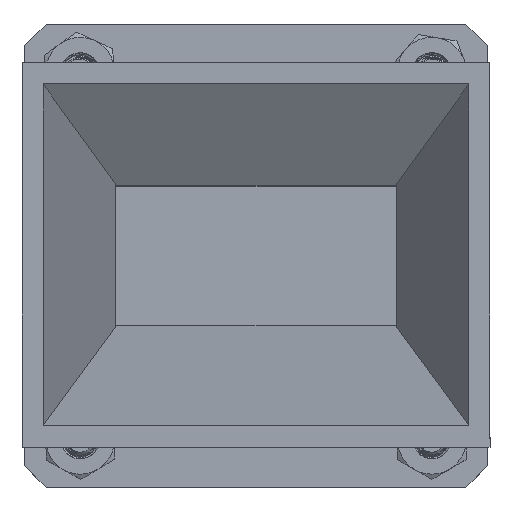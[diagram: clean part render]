
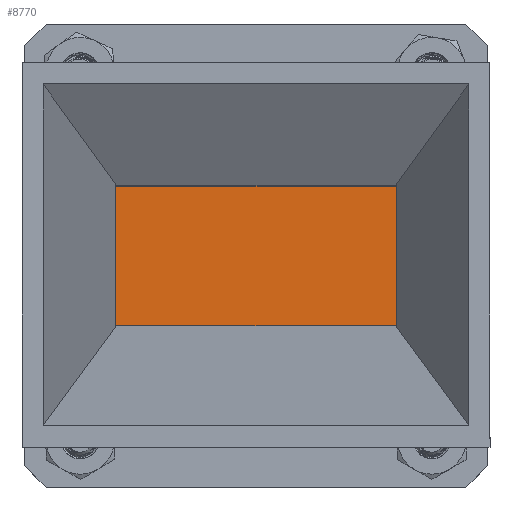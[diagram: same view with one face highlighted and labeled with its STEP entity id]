
A CAD part, top view. The second image highlights one B-rep face of the part: STEP entity #8770.
In plain terms, the highlighted planar face has unit normal (0, 0, 1).
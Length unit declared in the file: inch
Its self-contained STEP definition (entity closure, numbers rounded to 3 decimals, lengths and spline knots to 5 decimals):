
#1 = DIRECTION ( 'NONE',  ( 1., 0., 0. ) ) ;
#46 = DIRECTION ( 'NONE',  ( 1., 0., 0. ) ) ;
#194 = CARTESIAN_POINT ( 'NONE',  ( 0., 0., -1.05 ) ) ;
#269 = DIRECTION ( 'NONE',  ( 0., 0., 1. ) ) ;
#278 = ORIENTED_EDGE ( 'NONE', *, *, #12162, .F. ) ;
#362 = EDGE_CURVE ( 'NONE', #6854, #11825, #6168, .T. ) ;
#1022 = DIRECTION ( 'NONE',  ( 0., 1., 0. ) ) ;
#1162 = PLANE ( 'NONE',  #7806 ) ;
#1620 = ORIENTED_EDGE ( 'NONE', *, *, #12383, .F. ) ;
#1690 = DIRECTION ( 'NONE',  ( -1., 0., 0. ) ) ;
#2509 = FACE_OUTER_BOUND ( 'NONE', #9453, .T. ) ;
#2722 = CARTESIAN_POINT ( 'NONE',  ( -0.51, -0.255, -1.05 ) ) ;
#2935 = EDGE_CURVE ( 'NONE', #9956, #6854, #11315, .T. ) ;
#6168 = LINE ( 'NONE', #6682, #7135 ) ;
#6682 = CARTESIAN_POINT ( 'NONE',  ( 0.51, 0.255, -1.05 ) ) ;
#6694 = VECTOR ( 'NONE', #1, 39.37008 ) ;
#6854 = VERTEX_POINT ( 'NONE', #10060 ) ;
#7135 = VECTOR ( 'NONE', #12246, 39.37008 ) ;
#7246 = ORIENTED_EDGE ( 'NONE', *, *, #2935, .F. ) ;
#7358 = LINE ( 'NONE', #9617, #13452 ) ;
#7806 = AXIS2_PLACEMENT_3D ( 'NONE', #194, #269, #46 ) ;
#7873 = CARTESIAN_POINT ( 'NONE',  ( -0.51, 0.255, -1.05 ) ) ;
#7900 = CARTESIAN_POINT ( 'NONE',  ( -0.51, -0.255, -1.05 ) ) ;
#8723 = CARTESIAN_POINT ( 'NONE',  ( 0.51, -0.255, -1.05 ) ) ;
#8770 = ADVANCED_FACE ( 'NONE', ( #2509 ), #1162, .T. ) ;
#9453 = EDGE_LOOP ( 'NONE', ( #278, #1620, #12737, #7246 ) ) ;
#9617 = CARTESIAN_POINT ( 'NONE',  ( 0.51, -0.255, -1.05 ) ) ;
#9956 = VERTEX_POINT ( 'NONE', #7873 ) ;
#10060 = CARTESIAN_POINT ( 'NONE',  ( 0.51, 0.255, -1.05 ) ) ;
#10775 = VERTEX_POINT ( 'NONE', #2722 ) ;
#11284 = LINE ( 'NONE', #7900, #12012 ) ;
#11315 = LINE ( 'NONE', #13503, #6694 ) ;
#11825 = VERTEX_POINT ( 'NONE', #8723 ) ;
#12012 = VECTOR ( 'NONE', #1022, 39.37008 ) ;
#12162 = EDGE_CURVE ( 'NONE', #10775, #9956, #11284, .T. ) ;
#12246 = DIRECTION ( 'NONE',  ( 0., -1., 0. ) ) ;
#12383 = EDGE_CURVE ( 'NONE', #11825, #10775, #7358, .T. ) ;
#12737 = ORIENTED_EDGE ( 'NONE', *, *, #362, .F. ) ;
#13452 = VECTOR ( 'NONE', #1690, 39.37008 ) ;
#13503 = CARTESIAN_POINT ( 'NONE',  ( -0.51, 0.255, -1.05 ) ) ;
